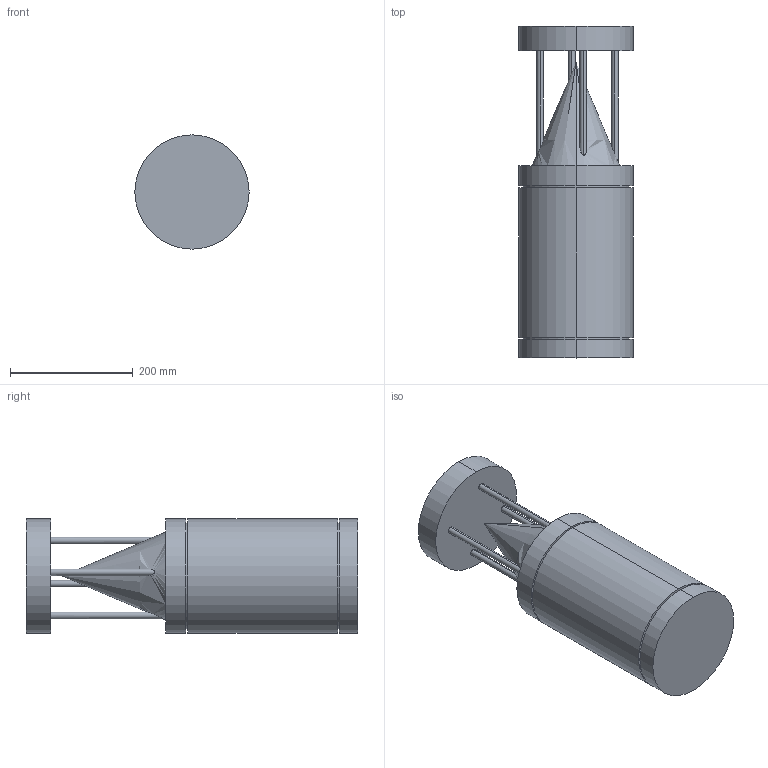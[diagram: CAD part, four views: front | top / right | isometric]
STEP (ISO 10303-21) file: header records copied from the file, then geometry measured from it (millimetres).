
FILE_DESCRIPTION (( 'STEP AP214' ), '1' );
FILE_NAME ('TERES MINI E60 black.STEP', '2018-07-18T08:40:24', ( '' ), ( '' ), 'SwSTEP 2.0', 'SolidWorks 2013', '' );
FILE_SCHEMA (( 'AUTOMOTIVE_DESIGN' ));
Length unit declared in the file: millimetre
Products named in the file (1): TERES MINI E60 black
Bounding box: 186 x 540 x 186 mm (x, y, z)
Volume: 10529888.7 mm3; surface area: 375119.2 mm2
Topology: 1 solids, 1 shells, 30 faces, 66 edges, 43 vertices
Faces by surface type: cylinder 20, plane 8, cone 2
Entity records: 1208 total; most frequent: CARTESIAN_POINT 486, DIRECTION 152, ORIENTED_EDGE 128, AXIS2_PLACEMENT_3D 65, EDGE_CURVE 64, EDGE_LOOP 43, VERTEX_POINT 43, CIRCLE 34
